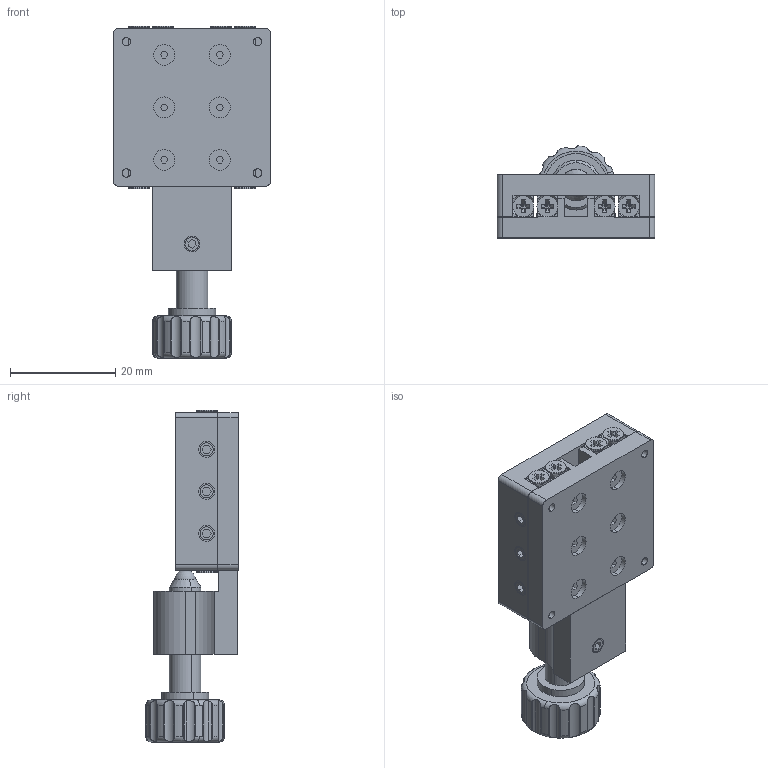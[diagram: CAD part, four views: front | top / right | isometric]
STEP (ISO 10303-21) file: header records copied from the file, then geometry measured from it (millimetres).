
FILE_DESCRIPTION (( 'STEP AP203' ), '1' );
FILE_NAME ('56STS-1M.STEP', '2016-04-29T08:16:13', ( '' ), ( '' ), 'SwSTEP 2.0', 'SolidWorks 2016', '' );
FILE_SCHEMA (( 'CONFIG_CONTROL_DESIGN' ));
Length unit declared in the file: millimetre
Products named in the file (1): 56STS-1M
Bounding box: 30 x 17.59 x 63.23 mm (x, y, z)
Volume: 13471.5 mm3; surface area: 14553.8 mm2
Topology: 38 solids, 38 shells, 837 faces, 2094 edges, 1362 vertices
Faces by surface type: plane 441, cylinder 318, cone 72, torus 4, sphere 2
Entity records: 26106 total; most frequent: CARTESIAN_POINT 6098, ORIENTED_EDGE 4150, DIRECTION 3997, EDGE_CURVE 2075, AXIS2_PLACEMENT_3D 1446, VERTEX_POINT 1359, VECTOR 1105, LINE 1105
